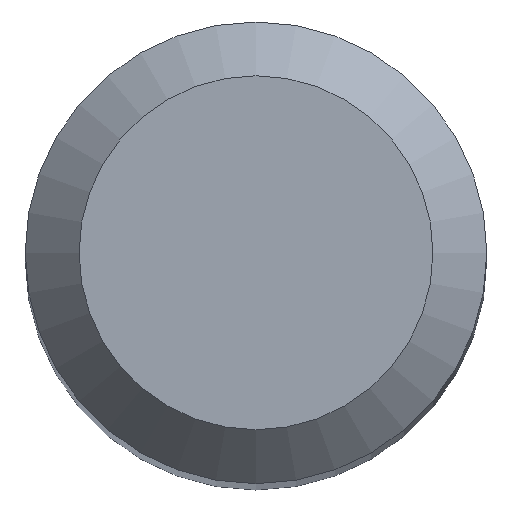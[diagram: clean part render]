
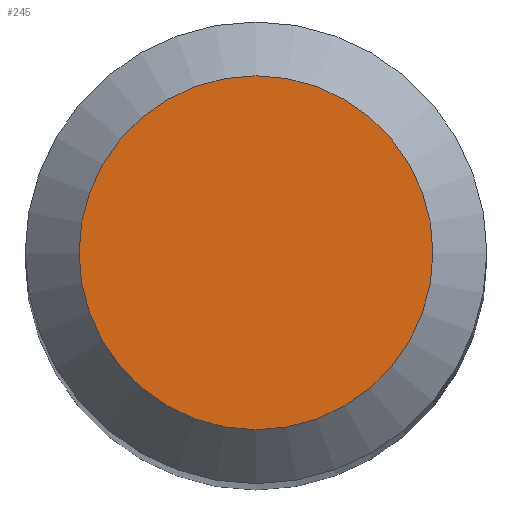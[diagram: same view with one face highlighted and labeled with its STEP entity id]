
A CAD part, top view. The second image highlights one B-rep face of the part: STEP entity #245.
In plain terms, the highlighted planar face has unit normal (0, 0, 1).
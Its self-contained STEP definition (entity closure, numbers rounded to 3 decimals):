
#20 = DIRECTION ( 'NONE',  ( 0., 1., 0. ) ) ;
#22 = CARTESIAN_POINT ( 'NONE',  ( 0., 2.3, 89. ) ) ;
#42 = EDGE_CURVE ( 'NONE', #80, #80, #89, .T. ) ;
#49 = ORIENTED_EDGE ( 'NONE', *, *, #42, .F. ) ;
#51 = AXIS2_PLACEMENT_3D ( 'NONE', #204, #188, #206 ) ;
#80 = VERTEX_POINT ( 'NONE', #22 ) ;
#89 = CIRCLE ( 'NONE', #211, 2.3 ) ;
#124 = PLANE ( 'NONE',  #51 ) ;
#127 = EDGE_LOOP ( 'NONE', ( #49 ) ) ;
#142 = FACE_OUTER_BOUND ( 'NONE', #127, .T. ) ;
#171 = DIRECTION ( 'NONE',  ( 0., 0., -1. ) ) ;
#188 = DIRECTION ( 'NONE',  ( 0., 0., -1. ) ) ;
#204 = CARTESIAN_POINT ( 'NONE',  ( 0., 0., 89. ) ) ;
#206 = DIRECTION ( 'NONE',  ( 0., 1., 0. ) ) ;
#211 = AXIS2_PLACEMENT_3D ( 'NONE', #241, #171, #20 ) ;
#241 = CARTESIAN_POINT ( 'NONE',  ( 0., 0., 89. ) ) ;
#245 = ADVANCED_FACE ( 'NONE', ( #142 ), #124, .F. ) ;
